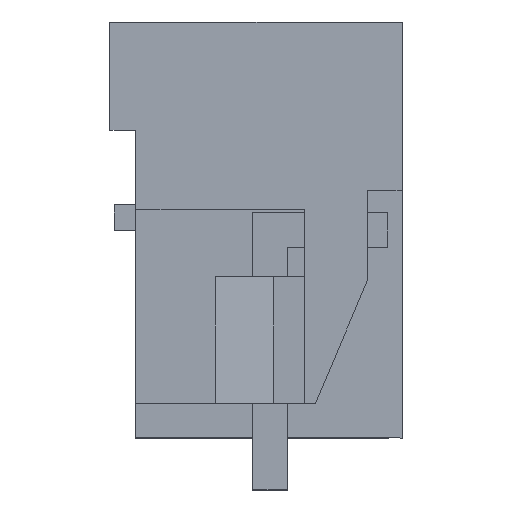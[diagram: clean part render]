
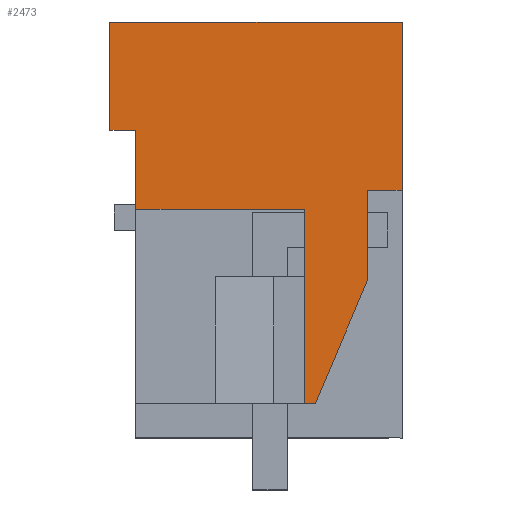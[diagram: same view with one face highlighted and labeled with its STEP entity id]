
A CAD part, left-side view. The second image highlights one B-rep face of the part: STEP entity #2473.
In plain terms, the highlighted planar face has unit normal (-1, 0, 0).
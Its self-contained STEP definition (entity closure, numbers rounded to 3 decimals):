
#2406=AXIS2_PLACEMENT_3D('Plane Axis2P3D',#2403,#2404,#2405) ;
#417=CARTESIAN_POINT('Vertex',(0.,7.68,8.1)) ;
#420=CARTESIAN_POINT('Line Origine',(0.,7.68,9.24)) ;
#424=CARTESIAN_POINT('Vertex',(0.,7.68,10.38)) ;
#2232=CARTESIAN_POINT('Vertex',(0.,2.501,2.5)) ;
#2235=CARTESIAN_POINT('Line Origine',(0.,2.655,2.5)) ;
#2239=CARTESIAN_POINT('Vertex',(0.,2.81,2.5)) ;
#2387=CARTESIAN_POINT('Vertex',(0.,2.81,8.1)) ;
#2390=CARTESIAN_POINT('Line Origine',(0.,5.245,8.1)) ;
#2403=CARTESIAN_POINT('Axis2P3D Location',(0.,8.43,0.)) ;
#2408=CARTESIAN_POINT('Line Origine',(0.,1.752,4.268)) ;
#2412=CARTESIAN_POINT('Vertex',(0.,1.003,6.035)) ;
#2415=CARTESIAN_POINT('Line Origine',(0.,1.003,7.341)) ;
#2419=CARTESIAN_POINT('Vertex',(0.,1.003,8.646)) ;
#2422=CARTESIAN_POINT('Line Origine',(0.,0.501,8.646)) ;
#2426=CARTESIAN_POINT('Vertex',(0.,0.,8.646)) ;
#2429=CARTESIAN_POINT('Line Origine',(0.,0.,11.073)) ;
#2433=CARTESIAN_POINT('Vertex',(0.,0.,13.5)) ;
#2436=CARTESIAN_POINT('Line Origine',(0.,4.215,13.5)) ;
#2440=CARTESIAN_POINT('Vertex',(0.,8.43,13.5)) ;
#2443=CARTESIAN_POINT('Line Origine',(0.,8.43,11.94)) ;
#2447=CARTESIAN_POINT('Vertex',(0.,8.43,10.38)) ;
#2450=CARTESIAN_POINT('Line Origine',(0.,8.055,10.38)) ;
#2455=CARTESIAN_POINT('Line Origine',(0.,2.81,5.3)) ;
#421=DIRECTION('Vector Direction',(0.,0.,-1.)) ;
#2236=DIRECTION('Vector Direction',(0.,1.,0.)) ;
#2391=DIRECTION('Vector Direction',(0.,1.,0.)) ;
#2404=DIRECTION('Axis2P3D Direction',(-1.,0.,0.)) ;
#2405=DIRECTION('Axis2P3D XDirection',(0.,1.,0.)) ;
#2409=DIRECTION('Vector Direction',(0.,0.39,-0.921)) ;
#2416=DIRECTION('Vector Direction',(0.,0.,-1.)) ;
#2423=DIRECTION('Vector Direction',(0.,1.,0.)) ;
#2430=DIRECTION('Vector Direction',(0.,0.,1.)) ;
#2437=DIRECTION('Vector Direction',(0.,1.,0.)) ;
#2444=DIRECTION('Vector Direction',(0.,0.,-1.)) ;
#2451=DIRECTION('Vector Direction',(0.,-1.,0.)) ;
#2456=DIRECTION('Vector Direction',(0.,0.,1.)) ;
#422=VECTOR('Line Direction',#421,1.) ;
#2237=VECTOR('Line Direction',#2236,1.) ;
#2392=VECTOR('Line Direction',#2391,1.) ;
#2410=VECTOR('Line Direction',#2409,1.) ;
#2417=VECTOR('Line Direction',#2416,1.) ;
#2424=VECTOR('Line Direction',#2423,1.) ;
#2431=VECTOR('Line Direction',#2430,1.) ;
#2438=VECTOR('Line Direction',#2437,1.) ;
#2445=VECTOR('Line Direction',#2444,1.) ;
#2452=VECTOR('Line Direction',#2451,1.) ;
#2457=VECTOR('Line Direction',#2456,1.) ;
#2461=ORIENTED_EDGE('',*,*,#2241,.F.) ;
#2462=ORIENTED_EDGE('',*,*,#2414,.F.) ;
#2463=ORIENTED_EDGE('',*,*,#2421,.F.) ;
#2464=ORIENTED_EDGE('',*,*,#2428,.F.) ;
#2465=ORIENTED_EDGE('',*,*,#2435,.T.) ;
#2466=ORIENTED_EDGE('',*,*,#2442,.T.) ;
#2467=ORIENTED_EDGE('',*,*,#2449,.T.) ;
#2468=ORIENTED_EDGE('',*,*,#2454,.T.) ;
#2469=ORIENTED_EDGE('',*,*,#426,.T.) ;
#2470=ORIENTED_EDGE('',*,*,#2394,.F.) ;
#2471=ORIENTED_EDGE('',*,*,#2459,.F.) ;
#2473=ADVANCED_FACE('HOUSING',(#2472),#2407,.T.) ;
#426=EDGE_CURVE('',#425,#418,#423,.T.) ;
#2241=EDGE_CURVE('',#2233,#2240,#2238,.T.) ;
#2394=EDGE_CURVE('',#2388,#418,#2393,.T.) ;
#2414=EDGE_CURVE('',#2413,#2233,#2411,.T.) ;
#2421=EDGE_CURVE('',#2420,#2413,#2418,.T.) ;
#2428=EDGE_CURVE('',#2427,#2420,#2425,.T.) ;
#2435=EDGE_CURVE('',#2427,#2434,#2432,.T.) ;
#2442=EDGE_CURVE('',#2434,#2441,#2439,.T.) ;
#2449=EDGE_CURVE('',#2441,#2448,#2446,.T.) ;
#2454=EDGE_CURVE('',#2448,#425,#2453,.T.) ;
#2459=EDGE_CURVE('',#2240,#2388,#2458,.T.) ;
#2460=EDGE_LOOP('',(#2461,#2462,#2463,#2464,#2465,#2466,#2467,#2468,#2469,#2470,#2471)) ;
#2472=FACE_OUTER_BOUND('',#2460,.T.) ;
#423=LINE('Line',#420,#422) ;
#2238=LINE('Line',#2235,#2237) ;
#2393=LINE('Line',#2390,#2392) ;
#2411=LINE('Line',#2408,#2410) ;
#2418=LINE('Line',#2415,#2417) ;
#2425=LINE('Line',#2422,#2424) ;
#2432=LINE('Line',#2429,#2431) ;
#2439=LINE('Line',#2436,#2438) ;
#2446=LINE('Line',#2443,#2445) ;
#2453=LINE('Line',#2450,#2452) ;
#2458=LINE('Line',#2455,#2457) ;
#2407=PLANE('',#2406) ;
#418=VERTEX_POINT('',#417) ;
#425=VERTEX_POINT('',#424) ;
#2233=VERTEX_POINT('',#2232) ;
#2240=VERTEX_POINT('',#2239) ;
#2388=VERTEX_POINT('',#2387) ;
#2413=VERTEX_POINT('',#2412) ;
#2420=VERTEX_POINT('',#2419) ;
#2427=VERTEX_POINT('',#2426) ;
#2434=VERTEX_POINT('',#2433) ;
#2441=VERTEX_POINT('',#2440) ;
#2448=VERTEX_POINT('',#2447) ;
